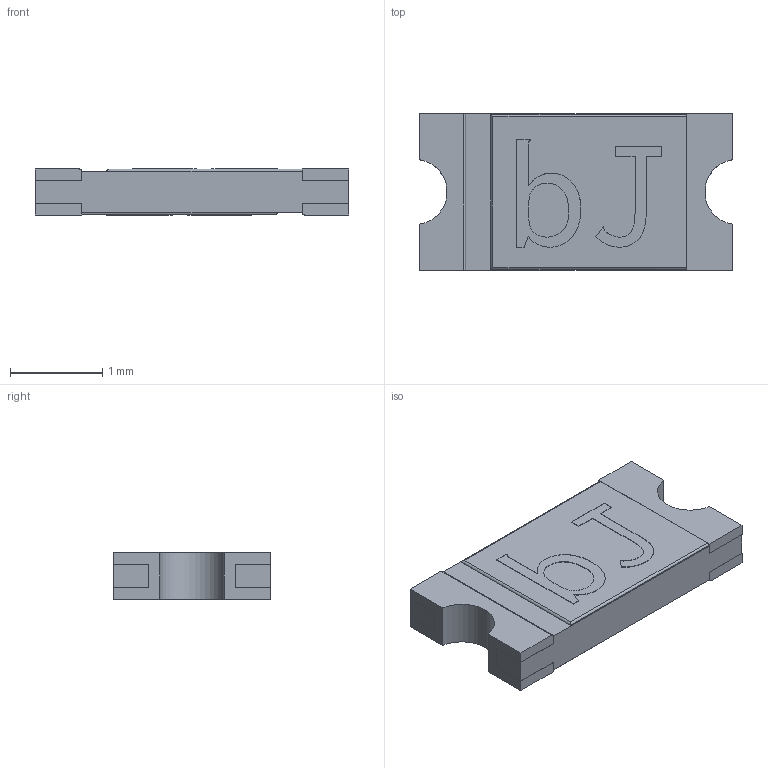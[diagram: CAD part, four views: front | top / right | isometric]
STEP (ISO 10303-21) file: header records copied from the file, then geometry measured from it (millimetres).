
FILE_DESCRIPTION(('FreeCAD Model'),'2;1');
FILE_NAME('0ZCJ0035FF2G.step','2020-07-24T12:41:50',('Author'),(''), 'Open CASCADE STEP processor 7.3','FreeCAD','Unknown');
FILE_SCHEMA(('AUTOMOTIVE_DESIGN { 1 0 10303 214 1 1 1 1 }'));
Length unit declared in the file: millimetre
Products named in the file (1): 0ZCJ0035FF2G
Bounding box: 3.4 x 1.7 x 0.51 mm (x, y, z)
Volume: 2.7 mm3; surface area: 16.4 mm2
Topology: 1 solids, 1 shells, 178 faces, 506 edges, 336 vertices
Faces by surface type: plane 84, extrusion 84, cylinder 10
Entity records: 13755 total; most frequent: CARTESIAN_POINT 2985, DIRECTION 1456, VECTOR 1230, LINE 1146, ORIENTED_EDGE 1012, PCURVE 1012, DEFINITIONAL_REPRESENTATION 1012, EDGE_CURVE 506
